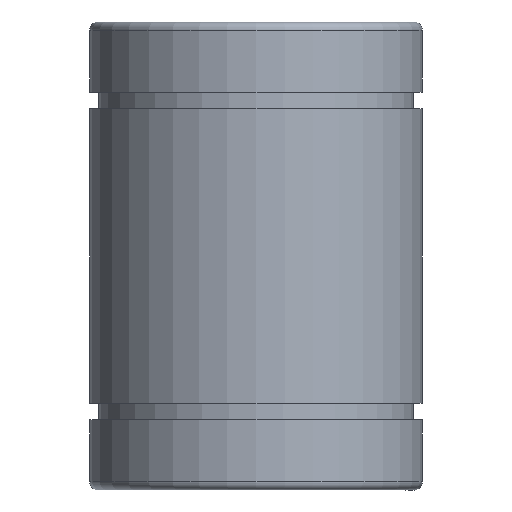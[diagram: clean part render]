
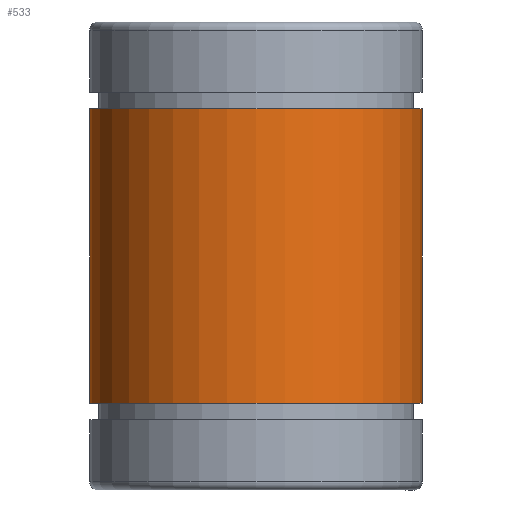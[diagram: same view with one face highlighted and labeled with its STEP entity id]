
A CAD part, left-side view. The second image highlights one B-rep face of the part: STEP entity #533.
In plain terms, the highlighted cylindrical face has radius 16 mm (diameter 32 mm), a partial arc.
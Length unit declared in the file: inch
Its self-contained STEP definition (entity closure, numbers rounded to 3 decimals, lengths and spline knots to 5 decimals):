
#48 = CARTESIAN_POINT ( 'NONE',  ( 0., 0.62992, 0.85433 ) ) ;
#76 = ORIENTED_EDGE ( 'NONE', *, *, #748, .T. ) ;
#80 = EDGE_CURVE ( 'NONE', #126, #676, #1064, .T. ) ;
#120 = VECTOR ( 'NONE', #495, 39.37008 ) ;
#126 = VERTEX_POINT ( 'NONE', #625 ) ;
#131 = AXIS2_PLACEMENT_3D ( 'NONE', #642, #322, #1060 ) ;
#172 = EDGE_CURVE ( 'NONE', #451, #676, #391, .T. ) ;
#178 = CYLINDRICAL_SURFACE ( 'NONE', #1349, 0.62992 ) ;
#246 = ORIENTED_EDGE ( 'NONE', *, *, #172, .T. ) ;
#250 = ORIENTED_EDGE ( 'NONE', *, *, #80, .F. ) ;
#322 = DIRECTION ( 'NONE',  ( 0., 0., 1. ) ) ;
#370 = DIRECTION ( 'NONE',  ( 0., -1., 0. ) ) ;
#378 = CARTESIAN_POINT ( 'NONE',  ( 0., 0., 0.85433 ) ) ;
#391 = LINE ( 'NONE', #1028, #120 ) ;
#451 = VERTEX_POINT ( 'NONE', #508 ) ;
#481 = DIRECTION ( 'NONE',  ( 0., -1., 0. ) ) ;
#495 = DIRECTION ( 'NONE',  ( 0., 0., 1. ) ) ;
#508 = CARTESIAN_POINT ( 'NONE',  ( 0., -0.62992, -0.55709 ) ) ;
#518 = VECTOR ( 'NONE', #530, 39.37008 ) ;
#530 = DIRECTION ( 'NONE',  ( 0., 0., 1. ) ) ;
#533 = ADVANCED_FACE ( 'NONE', ( #1336 ), #178, .T. ) ;
#549 = CARTESIAN_POINT ( 'NONE',  ( 0., -0.62992, 0.55709 ) ) ;
#578 = DIRECTION ( 'NONE',  ( 0., 0., 1. ) ) ;
#625 = CARTESIAN_POINT ( 'NONE',  ( 0., 0.62992, 0.55709 ) ) ;
#642 = CARTESIAN_POINT ( 'NONE',  ( 0., 0., -0.55709 ) ) ;
#676 = VERTEX_POINT ( 'NONE', #549 ) ;
#748 = EDGE_CURVE ( 'NONE', #783, #451, #1230, .T. ) ;
#771 = EDGE_CURVE ( 'NONE', #783, #126, #974, .T. ) ;
#783 = VERTEX_POINT ( 'NONE', #965 ) ;
#965 = CARTESIAN_POINT ( 'NONE',  ( 0., 0.62992, -0.55709 ) ) ;
#974 = LINE ( 'NONE', #48, #518 ) ;
#1013 = CARTESIAN_POINT ( 'NONE',  ( 0., 0., 0.55709 ) ) ;
#1028 = CARTESIAN_POINT ( 'NONE',  ( 0., -0.62992, 0.85433 ) ) ;
#1060 = DIRECTION ( 'NONE',  ( 0., -1., 0. ) ) ;
#1064 = CIRCLE ( 'NONE', #1134, 0.62992 ) ;
#1134 = AXIS2_PLACEMENT_3D ( 'NONE', #1013, #578, #370 ) ;
#1230 = CIRCLE ( 'NONE', #131, 0.62992 ) ;
#1296 = ORIENTED_EDGE ( 'NONE', *, *, #771, .F. ) ;
#1320 = EDGE_LOOP ( 'NONE', ( #1296, #76, #246, #250 ) ) ;
#1336 = FACE_OUTER_BOUND ( 'NONE', #1320, .T. ) ;
#1341 = DIRECTION ( 'NONE',  ( 0., 0., 1. ) ) ;
#1349 = AXIS2_PLACEMENT_3D ( 'NONE', #378, #1341, #481 ) ;
